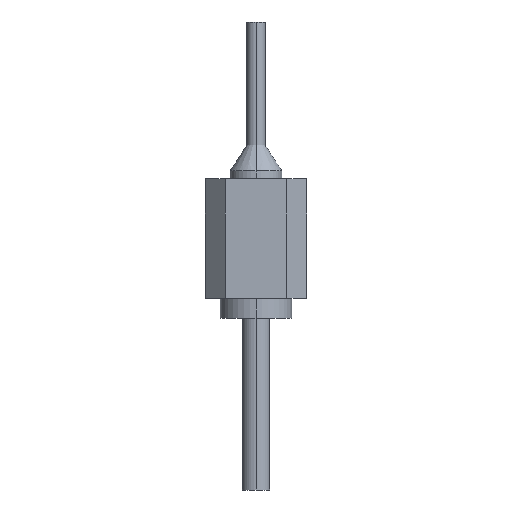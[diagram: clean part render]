
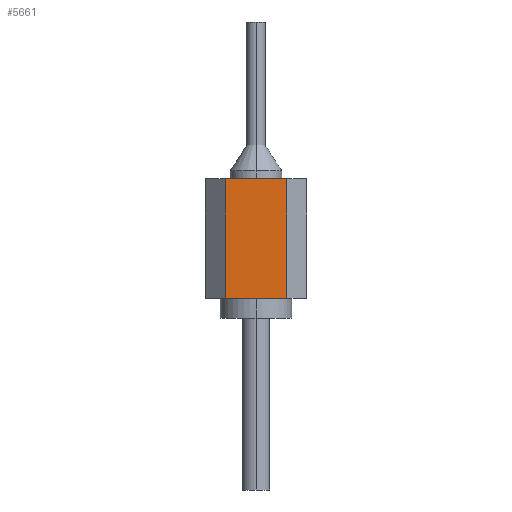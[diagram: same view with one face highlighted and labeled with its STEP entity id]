
A CAD part, left-side view. The second image highlights one B-rep face of the part: STEP entity #5661.
In plain terms, the highlighted planar face has unit normal (-1, 0, 0).
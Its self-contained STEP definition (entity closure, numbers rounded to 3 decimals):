
#5419=CARTESIAN_POINT('',(-1.27,0.77,3.5));
#5420=VERTEX_POINT('',#5419);
#5437=CARTESIAN_POINT('',(-1.27,0.77,0.5));
#5438=VERTEX_POINT('',#5437);
#5445=CARTESIAN_POINT('',(-1.27,0.77,0.5));
#5446=DIRECTION('',(0.0,0.0,1.0));
#5447=VECTOR('',#5446,3.);
#5448=LINE('',#5445,#5447);
#5449=EDGE_CURVE('',#5438,#5420,#5448,.T.);
#5614=CARTESIAN_POINT('',(-1.27,-0.77,3.5));
#5615=VERTEX_POINT('',#5614);
#5622=CARTESIAN_POINT('',(-1.27,-0.77,0.5));
#5623=VERTEX_POINT('',#5622);
#5624=CARTESIAN_POINT('',(-1.27,-0.77,0.5));
#5625=DIRECTION('',(0.0,0.0,1.0));
#5626=VECTOR('',#5625,3.0);
#5627=LINE('',#5624,#5626);
#5628=EDGE_CURVE('',#5623,#5615,#5627,.T.);
#5640=CARTESIAN_POINT('',(-1.27,-0.77,0.5));
#5641=DIRECTION('',(-1.0,0.0,0.0));
#5642=DIRECTION('',(0.0,0.0,-1.0));
#5643=AXIS2_PLACEMENT_3D('',#5640,#5641,#5642);
#5644=PLANE('',#5643);
#5645=CARTESIAN_POINT('',(-1.27,-0.77,3.5));
#5646=DIRECTION('',(0.0,1.0,0.0));
#5647=VECTOR('',#5646,1.54);
#5648=LINE('',#5645,#5647);
#5649=EDGE_CURVE('',#5615,#5420,#5648,.T.);
#5650=ORIENTED_EDGE('',*,*,#5649,.T.);
#5651=ORIENTED_EDGE('',*,*,#5449,.F.);
#5652=CARTESIAN_POINT('',(-1.27,0.77,0.5));
#5653=DIRECTION('',(0.0,-1.0,0.0));
#5654=VECTOR('',#5653,1.54);
#5655=LINE('',#5652,#5654);
#5656=EDGE_CURVE('',#5438,#5623,#5655,.T.);
#5657=ORIENTED_EDGE('',*,*,#5656,.T.);
#5658=ORIENTED_EDGE('',*,*,#5628,.T.);
#5659=EDGE_LOOP('',(#5650,#5651,#5657,#5658));
#5660=FACE_OUTER_BOUND('',#5659,.T.);
#5661=ADVANCED_FACE('',(#5660),#5644,.T.);
